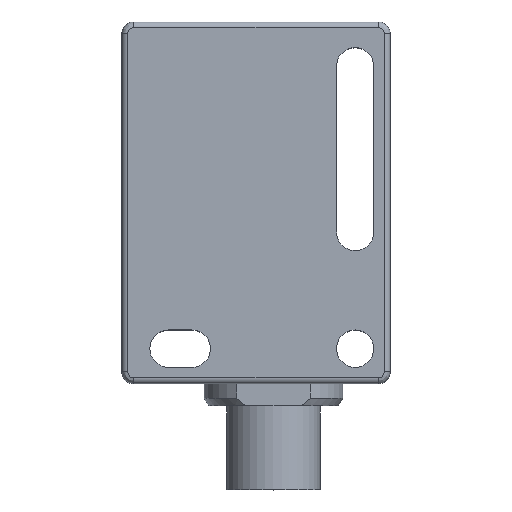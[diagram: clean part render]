
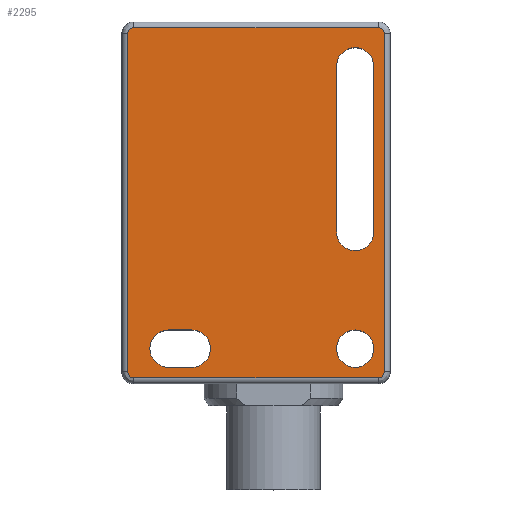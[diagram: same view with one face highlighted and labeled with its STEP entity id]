
A CAD part, top view. The second image highlights one B-rep face of the part: STEP entity #2295.
In plain terms, the highlighted planar face has unit normal (0, 0, 1).
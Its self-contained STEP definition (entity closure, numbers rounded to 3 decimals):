
#675=DIRECTION('',(-1.,0.,0.));
#676=VECTOR('',#675,21.);
#677=CARTESIAN_POINT('',(2.,-2.5,5.5));
#678=LINE('',#677,#676);
#705=CARTESIAN_POINT('',(-19.,-2.,5.5));
#706=DIRECTION('',(0.,0.,-1.));
#707=DIRECTION('',(0.,-1.,0.));
#708=AXIS2_PLACEMENT_3D('',#705,#706,#707);
#728=DIRECTION('',(0.,1.,0.));
#729=VECTOR('',#728,29.);
#730=CARTESIAN_POINT('',(-19.5,-2.,5.5));
#731=LINE('',#730,#729);
#751=CARTESIAN_POINT('',(-19.,27.,5.5));
#752=DIRECTION('',(0.,0.,-1.));
#753=DIRECTION('',(-1.,0.,0.));
#754=AXIS2_PLACEMENT_3D('',#751,#752,#753);
#774=DIRECTION('',(1.,0.,0.));
#775=VECTOR('',#774,21.);
#776=CARTESIAN_POINT('',(-19.,27.5,5.5));
#777=LINE('',#776,#775);
#797=CARTESIAN_POINT('',(2.,27.,5.5));
#798=DIRECTION('',(0.,0.,-1.));
#799=DIRECTION('',(0.,1.,0.));
#800=AXIS2_PLACEMENT_3D('',#797,#798,#799);
#820=DIRECTION('',(0.,-1.,0.));
#821=VECTOR('',#820,29.);
#822=CARTESIAN_POINT('',(2.5,27.,5.5));
#823=LINE('',#822,#821);
#843=CARTESIAN_POINT('',(2.,-2.,5.5));
#844=DIRECTION('',(0.,0.,-1.));
#845=DIRECTION('',(1.,0.,0.));
#846=AXIS2_PLACEMENT_3D('',#843,#844,#845);
#859=CARTESIAN_POINT('',(0.,0.,5.5));
#860=DIRECTION('',(0.,0.,1.));
#861=DIRECTION('',(1.,0.,0.));
#862=AXIS2_PLACEMENT_3D('',#859,#860,#861);
#867=CARTESIAN_POINT('',(0.,0.,5.5));
#868=DIRECTION('',(0.,0.,1.));
#869=DIRECTION('',(-1.,0.,0.));
#870=AXIS2_PLACEMENT_3D('',#867,#868,#869);
#875=CARTESIAN_POINT('',(0.,24.2,5.5));
#876=DIRECTION('',(0.,0.,1.));
#877=DIRECTION('',(1.,0.,0.));
#878=AXIS2_PLACEMENT_3D('',#875,#876,#877);
#883=DIRECTION('',(0.,-1.,0.));
#884=VECTOR('',#883,14.2);
#885=CARTESIAN_POINT('',(-1.6,24.2,5.5));
#886=LINE('',#885,#884);
#890=CARTESIAN_POINT('',(0.,10.,5.5));
#891=DIRECTION('',(0.,0.,1.));
#892=DIRECTION('',(-1.,0.,0.));
#893=AXIS2_PLACEMENT_3D('',#890,#891,#892);
#898=DIRECTION('',(0.,1.,0.));
#899=VECTOR('',#898,14.2);
#900=CARTESIAN_POINT('',(1.6,10.,5.5));
#901=LINE('',#900,#899);
#905=CARTESIAN_POINT('',(-16.,0.,5.5));
#906=DIRECTION('',(0.,0.,1.));
#907=DIRECTION('',(0.,1.,0.));
#908=AXIS2_PLACEMENT_3D('',#905,#906,#907);
#913=DIRECTION('',(1.,0.,0.));
#914=VECTOR('',#913,2.);
#915=CARTESIAN_POINT('',(-16.,-1.6,5.5));
#916=LINE('',#915,#914);
#920=CARTESIAN_POINT('',(-14.,0.,5.5));
#921=DIRECTION('',(0.,0.,1.));
#922=DIRECTION('',(0.,-1.,0.));
#923=AXIS2_PLACEMENT_3D('',#920,#921,#922);
#928=DIRECTION('',(-1.,0.,0.));
#929=VECTOR('',#928,2.);
#930=CARTESIAN_POINT('',(-14.,1.6,5.5));
#931=LINE('',#930,#929);
#1355=CARTESIAN_POINT('',(1.6,0.,5.5));
#1356=CARTESIAN_POINT('',(-1.6,0.,5.5));
#1357=VERTEX_POINT('',#1355);
#1358=VERTEX_POINT('',#1356);
#1359=CARTESIAN_POINT('',(1.6,24.2,5.5));
#1360=CARTESIAN_POINT('',(-1.6,24.2,5.5));
#1361=VERTEX_POINT('',#1359);
#1362=VERTEX_POINT('',#1360);
#1363=CARTESIAN_POINT('',(-1.6,10.,5.5));
#1364=VERTEX_POINT('',#1363);
#1365=CARTESIAN_POINT('',(1.6,10.,5.5));
#1366=VERTEX_POINT('',#1365);
#1375=CARTESIAN_POINT('',(-16.,1.6,5.5));
#1376=CARTESIAN_POINT('',(-16.,-1.6,5.5));
#1377=VERTEX_POINT('',#1375);
#1378=VERTEX_POINT('',#1376);
#1379=CARTESIAN_POINT('',(-14.,-1.6,5.5));
#1380=VERTEX_POINT('',#1379);
#1381=CARTESIAN_POINT('',(-14.,1.6,5.5));
#1382=VERTEX_POINT('',#1381);
#1419=CARTESIAN_POINT('',(2.5,27.,5.5));
#1420=CARTESIAN_POINT('',(2.5,-2.,5.5));
#1421=VERTEX_POINT('',#1419);
#1422=VERTEX_POINT('',#1420);
#1425=CARTESIAN_POINT('',(2.,-2.5,5.5));
#1426=VERTEX_POINT('',#1425);
#1427=CARTESIAN_POINT('',(-19.,-2.5,5.5));
#1428=VERTEX_POINT('',#1427);
#1433=CARTESIAN_POINT('',(-19.5,-2.,5.5));
#1434=VERTEX_POINT('',#1433);
#1437=CARTESIAN_POINT('',(-19.5,27.,5.5));
#1438=VERTEX_POINT('',#1437);
#1441=CARTESIAN_POINT('',(-19.,27.5,5.5));
#1442=VERTEX_POINT('',#1441);
#1445=CARTESIAN_POINT('',(2.,27.5,5.5));
#1446=VERTEX_POINT('',#1445);
#2254=CARTESIAN_POINT('',(-20.,28.,5.5));
#2255=DIRECTION('',(0.,0.,1.));
#2256=DIRECTION('',(1.,0.,0.));
#2257=AXIS2_PLACEMENT_3D('',#2254,#2255,#2256);
#2258=PLANE('',#2257);
#2259=ORIENTED_EDGE('',*,*,#2223,.T.);
#2260=ORIENTED_EDGE('',*,*,#2248,.T.);
#2261=ORIENTED_EDGE('',*,*,#2101,.T.);
#2262=ORIENTED_EDGE('',*,*,#2129,.T.);
#2263=ORIENTED_EDGE('',*,*,#2143,.T.);
#2264=ORIENTED_EDGE('',*,*,#2169,.T.);
#2265=ORIENTED_EDGE('',*,*,#2183,.T.);
#2266=ORIENTED_EDGE('',*,*,#2209,.T.);
#2267=EDGE_LOOP('',(#2259,#2260,#2261,#2262,#2263,#2264,#2265,#2266));
#2268=FACE_OUTER_BOUND('',#2267,.F.);
#2270=ORIENTED_EDGE('',*,*,#2269,.T.);
#2272=ORIENTED_EDGE('',*,*,#2271,.T.);
#2273=EDGE_LOOP('',(#2270,#2272));
#2274=FACE_BOUND('',#2273,.F.);
#2276=ORIENTED_EDGE('',*,*,#2275,.T.);
#2278=ORIENTED_EDGE('',*,*,#2277,.T.);
#2280=ORIENTED_EDGE('',*,*,#2279,.T.);
#2282=ORIENTED_EDGE('',*,*,#2281,.T.);
#2283=EDGE_LOOP('',(#2276,#2278,#2280,#2282));
#2284=FACE_BOUND('',#2283,.F.);
#2286=ORIENTED_EDGE('',*,*,#2285,.T.);
#2288=ORIENTED_EDGE('',*,*,#2287,.T.);
#2290=ORIENTED_EDGE('',*,*,#2289,.T.);
#2292=ORIENTED_EDGE('',*,*,#2291,.T.);
#2293=EDGE_LOOP('',(#2286,#2288,#2290,#2292));
#2294=FACE_BOUND('',#2293,.F.);
#2295=ADVANCED_FACE('',(#2268,#2274,#2284,#2294),#2258,.T.);
#709=CIRCLE('',#708,0.5);
#755=CIRCLE('',#754,0.5);
#801=CIRCLE('',#800,0.5);
#847=CIRCLE('',#846,0.5);
#863=CIRCLE('',#862,1.6);
#871=CIRCLE('',#870,1.6);
#879=CIRCLE('',#878,1.6);
#894=CIRCLE('',#893,1.6);
#909=CIRCLE('',#908,1.6);
#924=CIRCLE('',#923,1.6);
#2101=EDGE_CURVE('',#1426,#1428,#678,.T.);
#2129=EDGE_CURVE('',#1428,#1434,#709,.T.);
#2143=EDGE_CURVE('',#1434,#1438,#731,.T.);
#2169=EDGE_CURVE('',#1438,#1442,#755,.T.);
#2183=EDGE_CURVE('',#1442,#1446,#777,.T.);
#2209=EDGE_CURVE('',#1446,#1421,#801,.T.);
#2223=EDGE_CURVE('',#1421,#1422,#823,.T.);
#2248=EDGE_CURVE('',#1422,#1426,#847,.T.);
#2269=EDGE_CURVE('',#1357,#1358,#863,.T.);
#2271=EDGE_CURVE('',#1358,#1357,#871,.T.);
#2275=EDGE_CURVE('',#1361,#1362,#879,.T.);
#2277=EDGE_CURVE('',#1362,#1364,#886,.T.);
#2279=EDGE_CURVE('',#1364,#1366,#894,.T.);
#2281=EDGE_CURVE('',#1366,#1361,#901,.T.);
#2285=EDGE_CURVE('',#1377,#1378,#909,.T.);
#2287=EDGE_CURVE('',#1378,#1380,#916,.T.);
#2289=EDGE_CURVE('',#1380,#1382,#924,.T.);
#2291=EDGE_CURVE('',#1382,#1377,#931,.T.);
